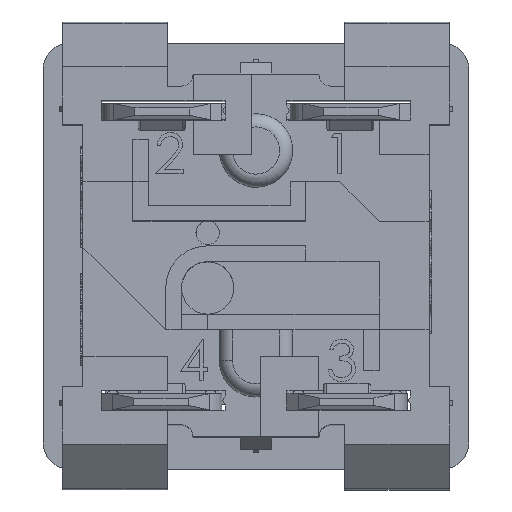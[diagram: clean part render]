
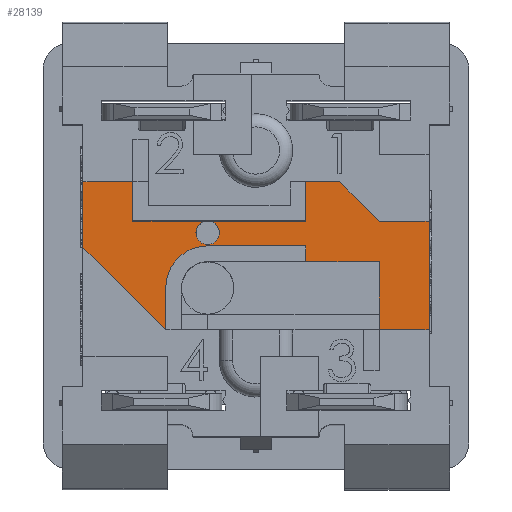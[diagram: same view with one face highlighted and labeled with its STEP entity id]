
A CAD part, top view. The second image highlights one B-rep face of the part: STEP entity #28139.
In plain terms, the highlighted planar face has unit normal (0, 0, 1).
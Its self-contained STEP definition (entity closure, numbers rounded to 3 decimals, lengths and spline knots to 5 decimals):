
#1448=CIRCLE('',#29983,0.0225);
#1450=CIRCLE('',#29985,0.0225);
#1464=CIRCLE('',#30029,0.08);
#2227=FACE_OUTER_BOUND('',#3770,.T.);
#3770=EDGE_LOOP('',(#21680,#21681,#21682,#21683,#21684,#21685,#21686,#21687,
#21688,#21689,#21690,#21691,#21692,#21693,#21694,#21695,#21696,#21697,#21698,
#21699,#21700));
#5281=LINE('',#39368,#8315);
#5524=LINE('',#41533,#8558);
#5728=LINE('',#43394,#8762);
#5735=LINE('',#43408,#8769);
#6466=LINE('',#45063,#9500);
#6467=LINE('',#45064,#9501);
#6468=LINE('',#45067,#9502);
#6472=LINE('',#45074,#9506);
#6476=LINE('',#45087,#9510);
#6479=LINE('',#45093,#9513);
#6482=LINE('',#45099,#9516);
#6485=LINE('',#45104,#9519);
#6494=LINE('',#45123,#9528);
#6495=LINE('',#45124,#9529);
#6496=LINE('',#45125,#9530);
#6497=LINE('',#45126,#9531);
#6498=LINE('',#45128,#9532);
#6499=LINE('',#45129,#9533);
#8315=VECTOR('',#32721,0.124);
#8558=VECTOR('',#32988,0.2075);
#8762=VECTOR('',#33254,0.0745);
#8769=VECTOR('',#33263,0.03);
#9500=VECTOR('',#34860,0.143);
#9501=VECTOR('',#34861,0.187);
#9502=VECTOR('',#34864,0.0745);
#9506=VECTOR('',#34870,0.065);
#9510=VECTOR('',#34884,0.08);
#9513=VECTOR('',#34889,0.14);
#9516=VECTOR('',#34894,0.03);
#9519=VECTOR('',#34899,0.187);
#9528=VECTOR('',#34926,0.095);
#9529=VECTOR('',#34927,0.22345);
#9530=VECTOR('',#34928,0.1);
#9531=VECTOR('',#34929,0.095);
#9532=VECTOR('',#34930,0.095);
#9533=VECTOR('',#34931,0.10571);
#11315=VERTEX_POINT('',#39365);
#11316=VERTEX_POINT('',#39367);
#11654=VERTEX_POINT('',#41530);
#11655=VERTEX_POINT('',#41532);
#11929=VERTEX_POINT('',#43357);
#11941=VERTEX_POINT('',#43391);
#11942=VERTEX_POINT('',#43393);
#11947=VERTEX_POINT('',#43405);
#11948=VERTEX_POINT('',#43407);
#12410=VERTEX_POINT('',#44964);
#12411=VERTEX_POINT('',#44965);
#12433=VERTEX_POINT('',#45060);
#12434=VERTEX_POINT('',#45066);
#12436=VERTEX_POINT('',#45073);
#12438=VERTEX_POINT('',#45079);
#12439=VERTEX_POINT('',#45081);
#12441=VERTEX_POINT('',#45090);
#12442=VERTEX_POINT('',#45092);
#12444=VERTEX_POINT('',#45098);
#12447=VERTEX_POINT('',#45127);
#14251=EDGE_CURVE('',#11316,#11315,#5281,.T.);
#14590=EDGE_CURVE('',#11655,#11654,#5524,.T.);
#14899=EDGE_CURVE('',#11942,#11941,#5728,.T.);
#14906=EDGE_CURVE('',#11947,#11948,#5735,.T.);
#15685=EDGE_CURVE('',#12410,#12411,#1448,.T.);
#15688=EDGE_CURVE('',#12411,#12410,#1450,.T.);
#15734=EDGE_CURVE('',#12410,#11942,#6466,.T.);
#15735=EDGE_CURVE('',#12433,#12410,#6467,.T.);
#15736=EDGE_CURVE('',#12434,#12433,#6468,.T.);
#15740=EDGE_CURVE('',#12436,#12434,#6472,.T.);
#15743=EDGE_CURVE('',#12439,#12438,#1464,.T.);
#15746=EDGE_CURVE('',#11929,#12439,#6476,.T.);
#15749=EDGE_CURVE('',#12442,#12441,#6479,.T.);
#15752=EDGE_CURVE('',#12444,#12442,#6482,.T.);
#15755=EDGE_CURVE('',#12438,#12444,#6485,.T.);
#15764=EDGE_CURVE('',#11941,#11316,#6494,.T.);
#15765=EDGE_CURVE('',#11315,#11929,#6495,.T.);
#15766=EDGE_CURVE('',#12441,#11948,#6496,.T.);
#15767=EDGE_CURVE('',#11947,#11655,#6497,.T.);
#15768=EDGE_CURVE('',#11654,#12447,#6498,.T.);
#15769=EDGE_CURVE('',#12447,#12436,#6499,.T.);
#21680=ORIENTED_EDGE('',*,*,#15735,.T.);
#21681=ORIENTED_EDGE('',*,*,#15688,.F.);
#21682=ORIENTED_EDGE('',*,*,#15685,.F.);
#21683=ORIENTED_EDGE('',*,*,#15734,.T.);
#21684=ORIENTED_EDGE('',*,*,#14899,.T.);
#21685=ORIENTED_EDGE('',*,*,#15764,.T.);
#21686=ORIENTED_EDGE('',*,*,#14251,.T.);
#21687=ORIENTED_EDGE('',*,*,#15765,.T.);
#21688=ORIENTED_EDGE('',*,*,#15746,.T.);
#21689=ORIENTED_EDGE('',*,*,#15743,.T.);
#21690=ORIENTED_EDGE('',*,*,#15755,.T.);
#21691=ORIENTED_EDGE('',*,*,#15752,.T.);
#21692=ORIENTED_EDGE('',*,*,#15749,.T.);
#21693=ORIENTED_EDGE('',*,*,#15766,.T.);
#21694=ORIENTED_EDGE('',*,*,#14906,.F.);
#21695=ORIENTED_EDGE('',*,*,#15767,.T.);
#21696=ORIENTED_EDGE('',*,*,#14590,.T.);
#21697=ORIENTED_EDGE('',*,*,#15768,.T.);
#21698=ORIENTED_EDGE('',*,*,#15769,.T.);
#21699=ORIENTED_EDGE('',*,*,#15740,.T.);
#21700=ORIENTED_EDGE('',*,*,#15736,.T.);
#25484=PLANE('',#30043);
#28139=ADVANCED_FACE('',(#2227),#25484,.T.);
#29983=AXIS2_PLACEMENT_3D('',#44966,#34743,#34744);
#29985=AXIS2_PLACEMENT_3D('',#44970,#34748,#34749);
#30029=AXIS2_PLACEMENT_3D('',#45082,#34877,#34878);
#30043=AXIS2_PLACEMENT_3D('',#45122,#34924,#34925);
#32721=DIRECTION('',(0.,-1.,0.));
#32988=DIRECTION('',(0.,1.,0.));
#33254=DIRECTION('',(0.,1.,0.));
#33263=DIRECTION('',(0.,1.,0.));
#34743=DIRECTION('center_axis',(0.,0.,1.));
#34744=DIRECTION('ref_axis',(1.,0.,0.));
#34748=DIRECTION('center_axis',(0.,0.,1.));
#34749=DIRECTION('ref_axis',(1.,0.,0.));
#34860=DIRECTION('',(-1.,0.,0.));
#34861=DIRECTION('',(-1.,0.,0.));
#34864=DIRECTION('',(0.,-1.,0.));
#34870=DIRECTION('',(-1.,0.,0.));
#34877=DIRECTION('center_axis',(0.,0.,-1.));
#34878=DIRECTION('ref_axis',(1.,0.,0.));
#34884=DIRECTION('',(0.,1.,0.));
#34889=DIRECTION('',(1.,0.,0.));
#34894=DIRECTION('',(0.,-1.,0.));
#34899=DIRECTION('',(1.,0.,0.));
#34924=DIRECTION('center_axis',(0.,0.,1.));
#34925=DIRECTION('ref_axis',(1.,0.,0.));
#34926=DIRECTION('',(-1.,0.,0.));
#34927=DIRECTION('',(0.707,-0.707,0.));
#34928=DIRECTION('',(0.,-1.,0.));
#34929=DIRECTION('',(1.,0.,0.));
#34930=DIRECTION('',(-1.,0.,0.));
#34931=DIRECTION('',(-0.709,0.705,0.));
#39365=CARTESIAN_POINT('',(-0.95441,-0.0246,0.32154));
#39367=CARTESIAN_POINT('',(-0.95441,0.0994,0.32154));
#39368=CARTESIAN_POINT('',(-0.95441,0.0994,0.32154));
#41530=CARTESIAN_POINT('',(-0.29441,0.0249,0.32154));
#41532=CARTESIAN_POINT('',(-0.29441,-0.1826,0.32154));
#41533=CARTESIAN_POINT('',(-0.29441,-0.1826,0.32154));
#43357=CARTESIAN_POINT('',(-0.79641,-0.1826,0.32154));
#43391=CARTESIAN_POINT('',(-0.85941,0.0994,0.32154));
#43393=CARTESIAN_POINT('',(-0.85941,0.0249,0.32154));
#43394=CARTESIAN_POINT('',(-0.85941,0.0249,0.32154));
#43405=CARTESIAN_POINT('',(-0.38941,-0.1826,0.32154));
#43407=CARTESIAN_POINT('',(-0.38941,-0.1526,0.32154));
#43408=CARTESIAN_POINT('',(-0.38941,-0.1826,0.32154));
#44964=CARTESIAN_POINT('',(-0.71641,0.0249,0.32154));
#44965=CARTESIAN_POINT('',(-0.69391,0.0024,0.32154));
#44966=CARTESIAN_POINT('Origin',(-0.71641,0.0024,
0.32154));
#44970=CARTESIAN_POINT('Origin',(-0.71641,0.0024,
0.32154));
#45060=CARTESIAN_POINT('',(-0.52941,0.0249,0.32154));
#45063=CARTESIAN_POINT('',(-0.71641,0.0249,0.32154));
#45064=CARTESIAN_POINT('',(-0.52941,0.0249,0.32154));
#45066=CARTESIAN_POINT('',(-0.52941,0.0994,0.32154));
#45067=CARTESIAN_POINT('',(-0.52941,0.0994,0.32154));
#45073=CARTESIAN_POINT('',(-0.46441,0.0994,0.32154));
#45074=CARTESIAN_POINT('',(-0.46441,0.0994,0.32154));
#45079=CARTESIAN_POINT('',(-0.71641,-0.0226,0.32154));
#45081=CARTESIAN_POINT('',(-0.79641,-0.1026,0.32154));
#45082=CARTESIAN_POINT('Origin',(-0.71641,-0.1026,
0.32154));
#45087=CARTESIAN_POINT('',(-0.79641,-0.1826,0.32154));
#45090=CARTESIAN_POINT('',(-0.38941,-0.0526,0.32154));
#45092=CARTESIAN_POINT('',(-0.52941,-0.0526,0.32154));
#45093=CARTESIAN_POINT('',(-0.52941,-0.0526,0.32154));
#45098=CARTESIAN_POINT('',(-0.52941,-0.0226,0.32154));
#45099=CARTESIAN_POINT('',(-0.52941,-0.0226,0.32154));
#45104=CARTESIAN_POINT('',(-0.71641,-0.0226,0.32154));
#45122=CARTESIAN_POINT('Origin',(-0.71641,-0.1026,
0.32154));
#45123=CARTESIAN_POINT('',(-0.85941,0.0994,0.32154));
#45124=CARTESIAN_POINT('',(-0.95441,-0.0246,0.32154));
#45125=CARTESIAN_POINT('',(-0.38941,-0.0526,0.32154));
#45126=CARTESIAN_POINT('',(-0.38941,-0.1826,0.32154));
#45127=CARTESIAN_POINT('',(-0.38941,0.0249,0.32154));
#45128=CARTESIAN_POINT('',(-0.29441,0.0249,0.32154));
#45129=CARTESIAN_POINT('',(-0.38941,0.0249,0.32154));
